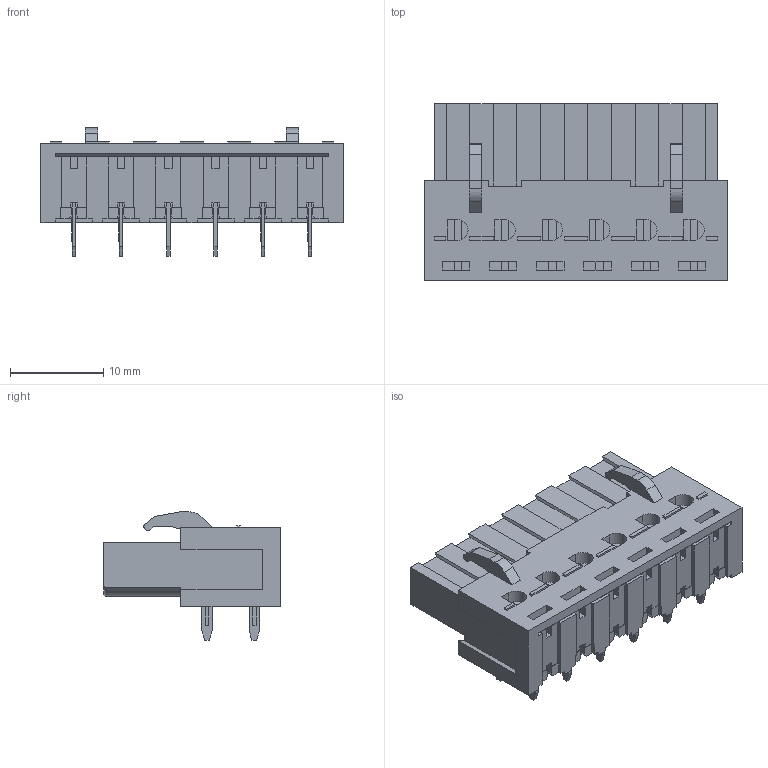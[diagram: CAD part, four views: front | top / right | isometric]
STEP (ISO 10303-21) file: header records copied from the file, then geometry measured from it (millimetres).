
FILE_DESCRIPTION((''),'2;1');
FILE_NAME('WJ2EDGA-508-06P','2017-03-16T',('QZY'),(''),'CREO PARAMETRIC BY PTC INC, 2014440','CREO PARAMETRIC BY PTC INC, 2014440','');
FILE_SCHEMA(('CONFIG_CONTROL_DESIGN'));
Length unit declared in the file: millimetre
Products named in the file (1): WJ2EDGA-508-06P
Bounding box: 32.48 x 19 x 13.8 mm (x, y, z)
Volume: 3776.6 mm3; surface area: 3205.7 mm2
Topology: 1 solids, 1 shells, 618 faces, 1649 edges, 1082 vertices
Faces by surface type: plane 561, cylinder 39, cone 12, torus 6
Entity records: 18970 total; most frequent: CARTESIAN_POINT 3489, ORIENTED_EDGE 3298, DIRECTION 2937, EDGE_CURVE 1649, VECTOR 1533, LINE 1533, VERTEX_POINT 1082, AXIS2_PLACEMENT_3D 702
